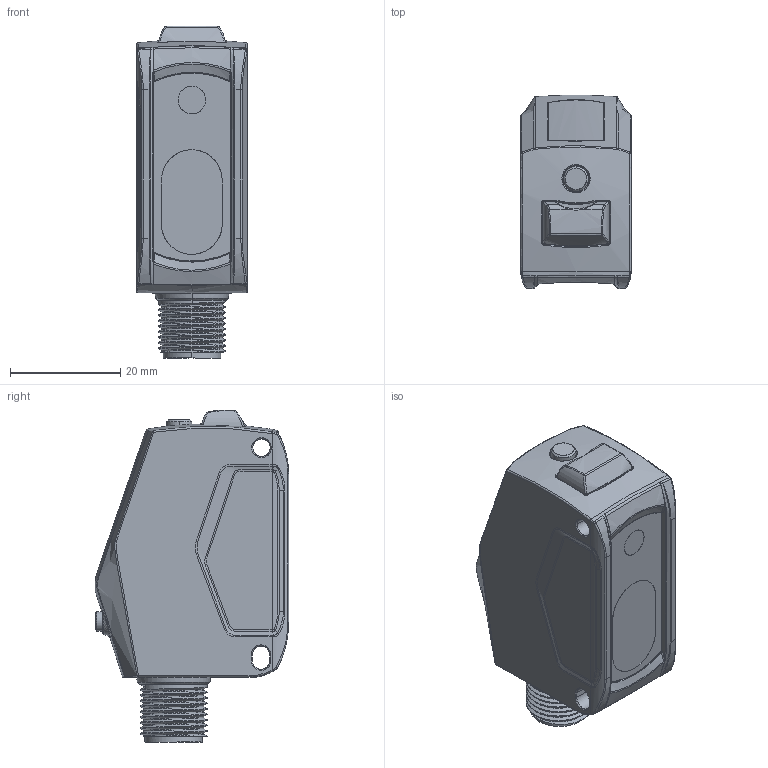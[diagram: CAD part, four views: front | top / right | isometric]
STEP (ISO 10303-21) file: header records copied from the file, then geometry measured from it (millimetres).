
FILE_DESCRIPTION (( 'STEP AP214' ), '1' );
FILE_NAME ('OSM40-蟀諉ん宒.STEP', '2024-10-25T08:47:57', ( '' ), ( '' ), 'SwSTEP 2.0', 'SolidWorks 2023', '' );
FILE_SCHEMA (( 'AUTOMOTIVE_DESIGN' ));
Products named in the file (1): OSM40-连接器式
Bounding box: 20 x 35.04 x 60.21 mm (x, y, z)
Volume: 27327.3 mm3; surface area: 7823.4 mm2
Topology: 1 solids, 1 shells, 543 faces, 1399 edges, 860 vertices
Faces by surface type: bspline 307, cylinder 128, plane 69, torus 16, sphere 16, cone 7
Entity records: 46011 total; most frequent: CARTESIAN_POINT 35630, ORIENTED_EDGE 2754, EDGE_CURVE 1377, DIRECTION 1201, VERTEX_POINT 860, B_SPLINE_CURVE_WITH_KNOTS 841, EDGE_LOOP 571, ADVANCED_FACE 543
